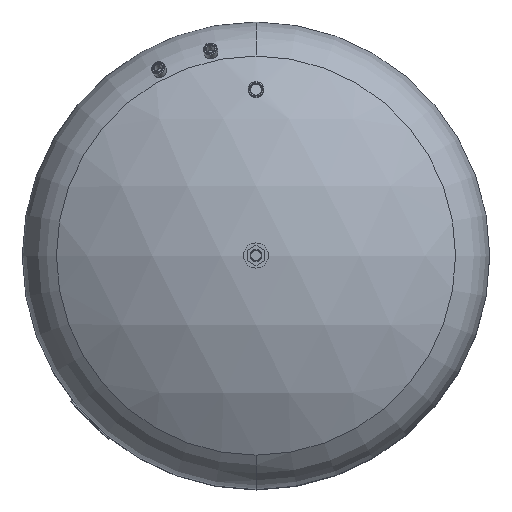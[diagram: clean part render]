
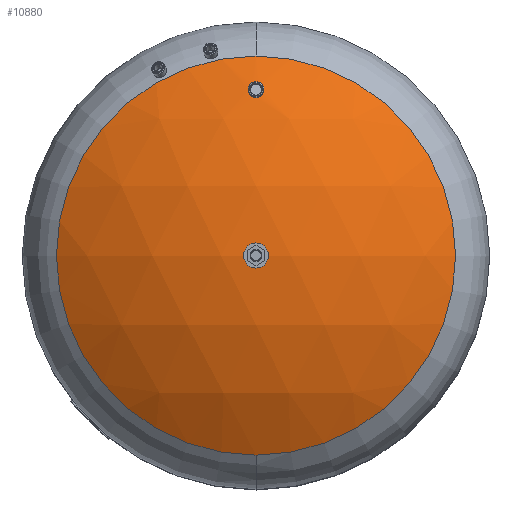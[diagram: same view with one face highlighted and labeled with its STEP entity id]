
A CAD part, top view. The second image highlights one B-rep face of the part: STEP entity #10880.
In plain terms, the highlighted spherical face has radius 509 mm.
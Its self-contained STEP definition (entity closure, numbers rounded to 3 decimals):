
#10110=CARTESIAN_POINT('',(0.,235.65,872.165));
#10111=VERTEX_POINT('',#10110);
#10127=CARTESIAN_POINT('',(0.,214.35,882.666));
#10128=VERTEX_POINT('',#10127);
#10135=CARTESIAN_POINT('',(0.,214.35,882.666));
#10136=CARTESIAN_POINT('',(0.665,214.35,882.666));
#10137=CARTESIAN_POINT('',(1.35,214.413,882.635));
#10138=CARTESIAN_POINT('',(2.707,214.677,882.506));
#10139=CARTESIAN_POINT('',(3.379,214.877,882.409));
#10140=CARTESIAN_POINT('',(4.661,215.399,882.154));
#10141=CARTESIAN_POINT('',(5.273,215.723,881.996));
#10142=CARTESIAN_POINT('',(6.4,216.461,881.636));
#10143=CARTESIAN_POINT('',(6.915,216.876,881.433));
#10144=CARTESIAN_POINT('',(7.882,217.803,880.98));
#10145=CARTESIAN_POINT('',(8.356,218.357,880.709));
#10146=CARTESIAN_POINT('',(9.182,219.556,880.121));
#10147=CARTESIAN_POINT('',(9.535,220.201,879.805));
#10148=CARTESIAN_POINT('',(10.099,221.542,879.147));
#10149=CARTESIAN_POINT('',(10.31,222.237,878.805));
#10150=CARTESIAN_POINT('',(10.585,223.63,878.12));
#10151=CARTESIAN_POINT('',(10.65,224.328,877.777));
#10152=CARTESIAN_POINT('',(10.65,225.673,877.114));
#10153=CARTESIAN_POINT('',(10.585,226.372,876.769));
#10154=CARTESIAN_POINT('',(10.309,227.766,876.08));
#10155=CARTESIAN_POINT('',(10.098,228.462,875.736));
#10156=CARTESIAN_POINT('',(9.533,229.803,875.072));
#10157=CARTESIAN_POINT('',(9.18,230.448,874.752));
#10158=CARTESIAN_POINT('',(8.353,231.647,874.157));
#10159=CARTESIAN_POINT('',(7.879,232.2,873.882));
#10160=CARTESIAN_POINT('',(6.912,233.126,873.422));
#10161=CARTESIAN_POINT('',(6.398,233.541,873.216));
#10162=CARTESIAN_POINT('',(5.272,234.278,872.849));
#10163=CARTESIAN_POINT('',(4.66,234.601,872.688));
#10164=CARTESIAN_POINT('',(3.379,235.124,872.428));
#10165=CARTESIAN_POINT('',(2.707,235.323,872.328));
#10166=CARTESIAN_POINT('',(1.35,235.587,872.197));
#10167=CARTESIAN_POINT('',(0.665,235.65,872.165));
#10168=CARTESIAN_POINT('',(0.,235.65,872.165));
#10169=B_SPLINE_CURVE_WITH_KNOTS('',3,(#10135,#10136,#10137,#10138,#10139,#10140,#10141,#10142,#10143,#10144,#10145,#10146,#10147,#10148,#10149,#10150,#10151,#10152,#10153,#10154,#10155,#10156,#10157,#10158,#10159,#10160,#10161,#10162,#10163,#10164,#10165,#10166,#10167,#10168),.UNSPECIFIED.,.F.,.U.,(4,2,2,2,2,2,2,2,2,2,2,2,2,2,2,2,4),(33.964,35.959,37.955,39.95,41.945,44.193,46.441,48.689,50.937,53.189,55.441,57.693,59.945,61.941,63.937,65.933,67.928),.UNSPECIFIED.);
#10170=EDGE_CURVE('',#10128,#10111,#10169,.T.);
#10679=CARTESIAN_POINT('',(0.,270.639,852.086));
#10680=VERTEX_POINT('',#10679);
#10696=CARTESIAN_POINT('',(0.,-270.639,852.086));
#10697=VERTEX_POINT('',#10696);
#10705=CARTESIAN_POINT('',(-270.639,0.,852.086));
#10706=VERTEX_POINT('',#10705);
#10707=CARTESIAN_POINT('',(0.,0.,852.086));
#10708=DIRECTION('',(0.0,0.0,-1.0));
#10709=DIRECTION('',(-1.0,0.0,0.0));
#10710=AXIS2_PLACEMENT_3D('',#10707,#10708,#10709);
#10711=CIRCLE('',#10710,270.639);
#10712=EDGE_CURVE('',#10697,#10706,#10711,.T.);
#10714=CARTESIAN_POINT('',(0.,0.,852.086));
#10715=DIRECTION('',(0.0,0.0,-1.0));
#10716=DIRECTION('',(-1.0,0.0,0.0));
#10717=AXIS2_PLACEMENT_3D('',#10714,#10715,#10716);
#10718=CIRCLE('',#10717,270.639);
#10719=EDGE_CURVE('',#10706,#10680,#10718,.T.);
#10824=CARTESIAN_POINT('',(0.,0.,421.));
#10825=DIRECTION('',(0.0,1.0,0.0));
#10826=DIRECTION('',(1.0,0.0,0.0));
#10827=AXIS2_PLACEMENT_3D('',#10824,#10825,#10826);
#10828=SPHERICAL_SURFACE('',#10827,509.);
#10829=ORIENTED_EDGE('',*,*,#10719,.F.);
#10830=ORIENTED_EDGE('',*,*,#10712,.F.);
#10831=CARTESIAN_POINT('',(0.,0.,852.086));
#10832=DIRECTION('',(0.0,0.0,-1.0));
#10833=DIRECTION('',(-1.0,0.0,0.0));
#10834=AXIS2_PLACEMENT_3D('',#10831,#10832,#10833);
#10835=CIRCLE('',#10834,270.639);
#10836=EDGE_CURVE('',#10680,#10697,#10835,.T.);
#10837=ORIENTED_EDGE('',*,*,#10836,.F.);
#10838=EDGE_LOOP('',(#10829,#10830,#10837));
#10839=FACE_OUTER_BOUND('',#10838,.T.);
#10840=CARTESIAN_POINT('',(0.,235.65,872.165));
#10841=CARTESIAN_POINT('',(-0.665,235.65,872.165));
#10842=CARTESIAN_POINT('',(-1.35,235.587,872.197));
#10843=CARTESIAN_POINT('',(-2.707,235.323,872.328));
#10844=CARTESIAN_POINT('',(-3.379,235.124,872.428));
#10845=CARTESIAN_POINT('',(-4.66,234.601,872.688));
#10846=CARTESIAN_POINT('',(-5.272,234.278,872.849));
#10847=CARTESIAN_POINT('',(-6.398,233.541,873.216));
#10848=CARTESIAN_POINT('',(-6.912,233.126,873.422));
#10849=CARTESIAN_POINT('',(-7.879,232.2,873.882));
#10850=CARTESIAN_POINT('',(-8.353,231.647,874.157));
#10851=CARTESIAN_POINT('',(-9.18,230.448,874.752));
#10852=CARTESIAN_POINT('',(-9.533,229.803,875.072));
#10853=CARTESIAN_POINT('',(-10.098,228.462,875.736));
#10854=CARTESIAN_POINT('',(-10.309,227.766,876.08));
#10855=CARTESIAN_POINT('',(-10.585,226.372,876.769));
#10856=CARTESIAN_POINT('',(-10.65,225.673,877.114));
#10857=CARTESIAN_POINT('',(-10.65,224.328,877.777));
#10858=CARTESIAN_POINT('',(-10.585,223.63,878.12));
#10859=CARTESIAN_POINT('',(-10.31,222.237,878.805));
#10860=CARTESIAN_POINT('',(-10.099,221.542,879.147));
#10861=CARTESIAN_POINT('',(-9.535,220.201,879.805));
#10862=CARTESIAN_POINT('',(-9.182,219.556,880.121));
#10863=CARTESIAN_POINT('',(-8.356,218.357,880.709));
#10864=CARTESIAN_POINT('',(-7.882,217.803,880.98));
#10865=CARTESIAN_POINT('',(-6.915,216.876,881.433));
#10866=CARTESIAN_POINT('',(-6.4,216.461,881.636));
#10867=CARTESIAN_POINT('',(-5.273,215.723,881.996));
#10868=CARTESIAN_POINT('',(-4.661,215.399,882.154));
#10869=CARTESIAN_POINT('',(-3.379,214.877,882.409));
#10870=CARTESIAN_POINT('',(-2.707,214.677,882.506));
#10871=CARTESIAN_POINT('',(-1.35,214.413,882.635));
#10872=CARTESIAN_POINT('',(-0.665,214.35,882.666));
#10873=CARTESIAN_POINT('',(0.,214.35,882.666));
#10874=B_SPLINE_CURVE_WITH_KNOTS('',3,(#10840,#10841,#10842,#10843,#10844,#10845,#10846,#10847,#10848,#10849,#10850,#10851,#10852,#10853,#10854,#10855,#10856,#10857,#10858,#10859,#10860,#10861,#10862,#10863,#10864,#10865,#10866,#10867,#10868,#10869,#10870,#10871,#10872,#10873),.UNSPECIFIED.,.F.,.U.,(4,2,2,2,2,2,2,2,2,2,2,2,2,2,2,2,4),(0.0,1.996,3.991,5.987,7.983,10.235,12.487,14.739,16.991,19.239,21.487,23.735,25.983,27.979,29.974,31.969,33.964),.UNSPECIFIED.);
#10875=EDGE_CURVE('',#10111,#10128,#10874,.T.);
#10876=ORIENTED_EDGE('',*,*,#10875,.F.);
#10877=ORIENTED_EDGE('',*,*,#10170,.F.);
#10878=EDGE_LOOP('',(#10876,#10877));
#10879=FACE_BOUND('',#10878,.T.);
#10880=ADVANCED_FACE('',(#10839,#10879),#10828,.T.);
